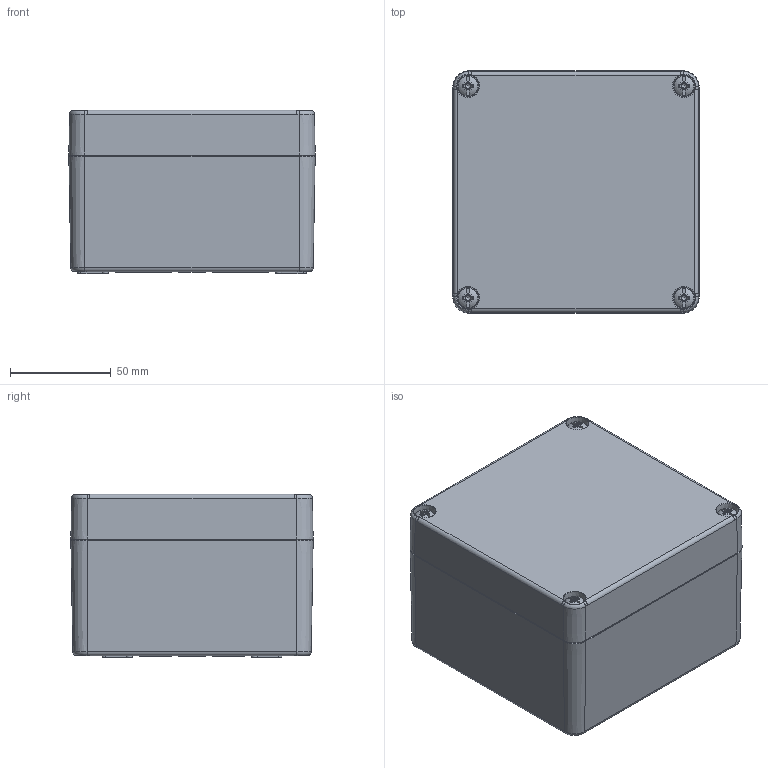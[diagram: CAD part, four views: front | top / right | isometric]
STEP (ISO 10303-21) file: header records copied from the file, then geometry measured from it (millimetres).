
FILE_DESCRIPTION(/* description */ (''),/* implementation_level */ '2;1');
FILE_NAME(/* name */ '1004101800-MBX_121280-K_VE.stp',/* time_stamp */ '2018-10-31T15:07:52+01:00',/* author */ ('robin.rentz'),/* organization */ (''),/* preprocessor_version */ 'ST-DEVELOPER v17',/* originating_system */ 'Autodesk Inventor 2019',/* authorisation */ '');
FILE_SCHEMA (('CONFIG_CONTROL_DESIGN'));
Length unit declared in the file: millimetre
Products named in the file (6): 1004101800-MBX_121280-K_VE; UT-MBX_121290; OT-MBX_121280; OT-MBX_121290; 1990000107 - Schraube BM6 x 25-11,5; 1990000009 M6 Gewindebuchse
Assembly tree (11 placements, depth 2):
  1004101800-MBX_121280-K_VE
    UT-MBX_121290
    OT-MBX_121280
    OT-MBX_121290
    1990000107 - Schraube BM6 x 25-11,5  x4
    1990000009 M6 Gewindebuchse  x4
Bounding box: 121.99 x 119.99 x 81 mm (x, y, z)
Volume: 302708.5 mm3; surface area: 163393.3 mm2
Topology: 11 solids, 11 shells, 2115 faces, 5161 edges, 3132 vertices
Faces by surface type: plane 703, cone 424, cylinder 416, torus 296, bspline 264, sphere 12
Full cylindrical faces by diameter (mm): 4.917 x4, 5.25 x4, 6 x8, 7.8 x4
Entity records: 51741 total; most frequent: CARTESIAN_POINT 14694, ORIENTED_EDGE 7912, DIRECTION 7370, EDGE_CURVE 3956, AXIS2_PLACEMENT_3D 2784, VERTEX_POINT 2415, LINE 1802, VECTOR 1802
